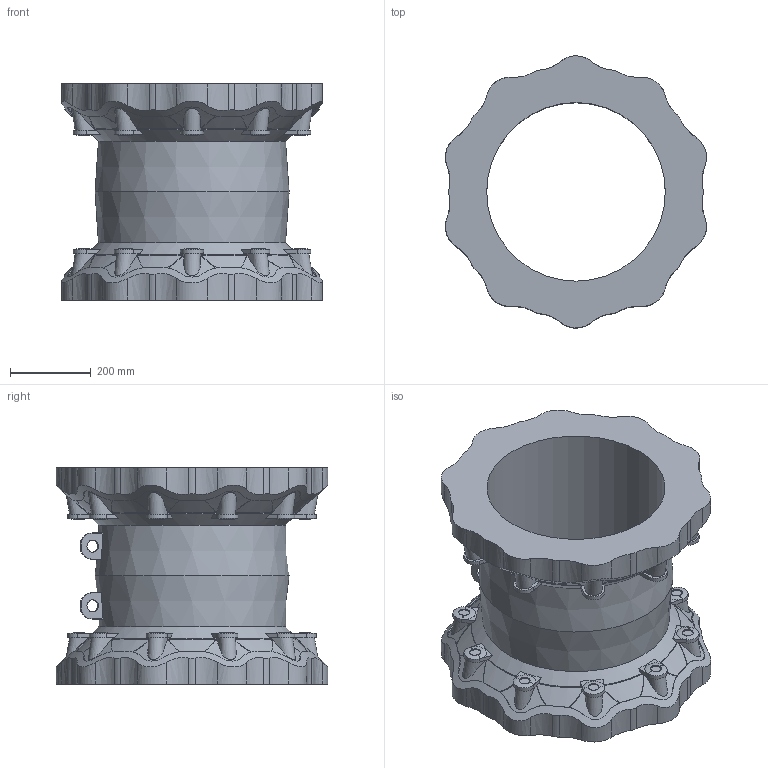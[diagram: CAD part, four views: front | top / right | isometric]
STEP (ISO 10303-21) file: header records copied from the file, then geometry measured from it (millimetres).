
FILE_DESCRIPTION (( 'STEP AP203' ), '1' );
FILE_NAME ('O_631_00_DN400_AA2_step.step', '2016-05-19T07:49:28', ( 'Windows User' ), ( 'AVK' ), 'SwSTEP 2.0', 'SolidWorks 2012', '' );
FILE_SCHEMA (( 'CONFIG_CONTROL_DESIGN' ));
Length unit declared in the file: millimetre
Products named in the file (1): O_631_00_DN400_AA2_step
Bounding box: 645.75 x 672.9 x 535.2 mm (x, y, z)
Volume: 40711557.6 mm3; surface area: 2308947.1 mm2
Topology: 1 solids, 1 shells, 779 faces, 2081 edges, 1309 vertices
Faces by surface type: bspline 322, plane 193, cylinder 165, cone 59, torus 40
Full cylindrical faces by diameter (mm): 30 x2, 442 x1
Entity records: 44838 total; most frequent: CARTESIAN_POINT 28685, ORIENTED_EDGE 4122, DIRECTION 2283, EDGE_CURVE 2061, VERTEX_POINT 1300, B_SPLINE_CURVE_WITH_KNOTS 882, AXIS2_PLACEMENT_3D 846, EDGE_LOOP 797
